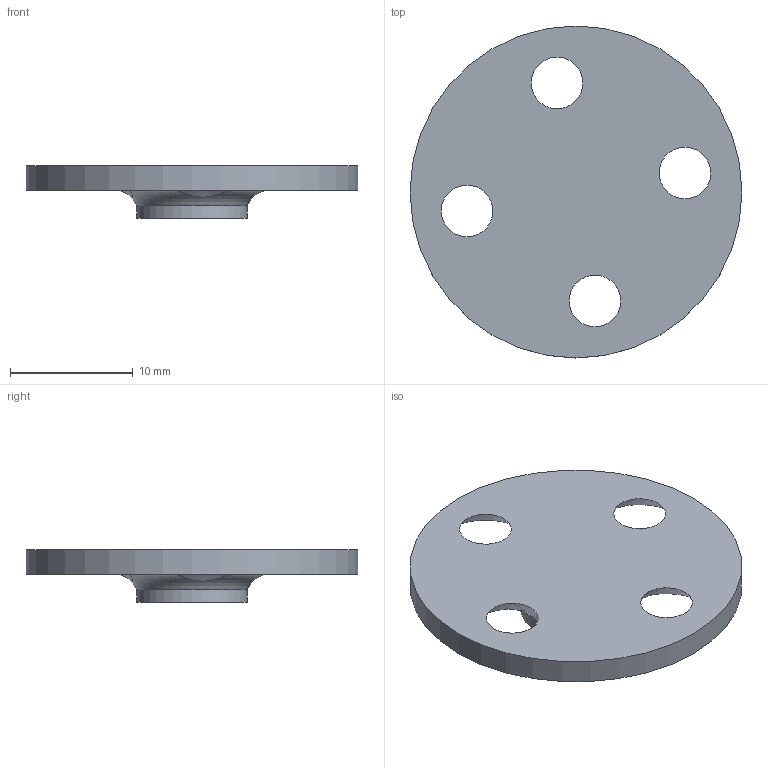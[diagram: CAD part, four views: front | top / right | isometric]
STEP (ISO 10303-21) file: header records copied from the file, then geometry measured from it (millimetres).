
FILE_DESCRIPTION(/* description */ (''),/* implementation_level */ '2;1');
FILE_NAME(/* name */ '',/* time_stamp */ '2025-10-25T17:12:04+03:00',/* author */ ('Phantom'),/* organization */ (''),/* preprocessor_version */ 'ST-DEVELOPER v20',/* originating_system */ 'Autodesk Inventor 2025',/* authorisation */ '');
FILE_SCHEMA (('AUTOMOTIVE_DESIGN { 1 0 10303 214 3 1 1 }'));
Length unit declared in the file: millimetre
Products named in the file (1): втулка для крепл_
MIR3
Bounding box: 27 x 27 x 4.25 mm (x, y, z)
Volume: 986.8 mm3; surface area: 1361.1 mm2
Topology: 1 solids, 1 shells, 16 faces, 39 edges, 23 vertices
Faces by surface type: plane 4, cone 4, bspline 4, cylinder 3, torus 1
Full cylindrical faces by diameter (mm): 6.5 x1, 9 x1, 27 x1
Entity records: 735 total; most frequent: CARTESIAN_POINT 292, ORIENTED_EDGE 78, DIRECTION 75, EDGE_CURVE 39, AXIS2_PLACEMENT_3D 32, VERTEX_POINT 23, EDGE_LOOP 22, CIRCLE 19
